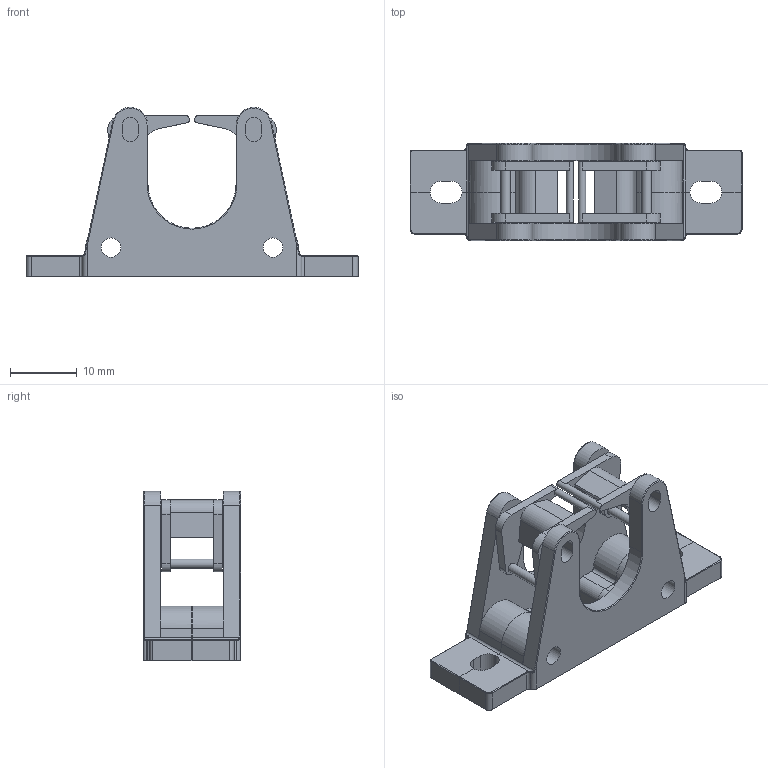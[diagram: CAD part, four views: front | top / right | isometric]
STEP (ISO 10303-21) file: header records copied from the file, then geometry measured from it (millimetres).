
FILE_DESCRIPTION(/* description */ (''),/* implementation_level */ '2;1');
FILE_NAME(/* name */ 'PANDUIT_ER.5-E4',/* time_stamp */ '2011-03-29T11:26:38-05:00',/* author */ (''),/* organization */ (''),/* preprocessor_version */ 'ST-DEVELOPER v9',/* originating_system */ 'UGS - NX 3.0',/* authorisation */ '');
FILE_SCHEMA (('CONFIG_CONTROL_DESIGN'));
Length unit declared in the file: inch
Products named in the file (1): bwg7BF4tual
Bounding box: 49.78 x 14.55 x 25.4 mm (x, y, z)
Volume: 4633.5 mm3; surface area: 5197.2 mm2
Topology: 4 solids, 4 shells, 226 faces, 604 edges, 382 vertices
Faces by surface type: plane 108, cylinder 92, torus 16, bspline 10
Full cylindrical faces by diameter (mm): 1.067 x2, 1.422 x2, 2.896 x4
Entity records: 7327 total; most frequent: CARTESIAN_POINT 1514, DIRECTION 1230, ORIENTED_EDGE 1184, EDGE_CURVE 592, AXIS2_PLACEMENT_3D 441, VERTEX_POINT 378, LINE 348, VECTOR 348
